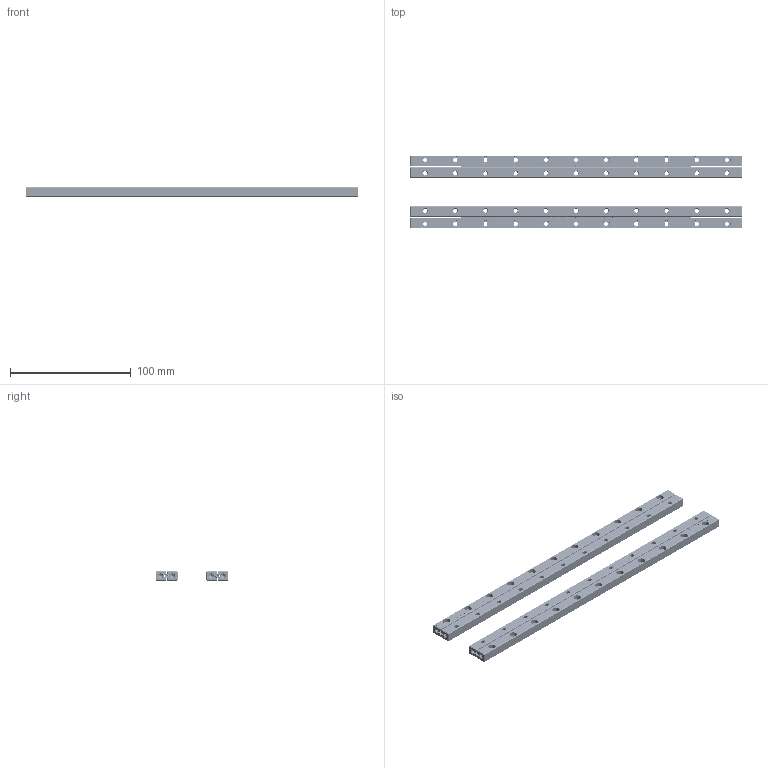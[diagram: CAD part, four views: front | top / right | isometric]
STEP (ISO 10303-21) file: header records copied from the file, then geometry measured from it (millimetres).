
FILE_DESCRIPTION(/* description */ (''),/* implementation_level */ '2;1');
FILE_NAME(/* name */ 'Set RSDE-3275x54KRE-ACC_stp_stp.stp',/* time_stamp */ '2025-05-27T14:14:05+02:00',/* author */ (''),/* organization */ (''),/* preprocessor_version */ 'ST-DEVELOPER v16.7',/* originating_system */ 'SIEMENS PLM Software NX 12.0',/* authorisation */ '');
FILE_SCHEMA (('AUTOMOTIVE_DESIGN { 1 0 10303 214 3 1 1 1 }'));
Products named in the file (1): Set RSDE-3275x54KRE-ACC_stp_stp
Bounding box: 275 x 60 x 8 mm (x, y, z)
Volume: 67110.6 mm3; surface area: 57004.3 mm2
Topology: 132 solids, 132 shells, 8724 faces, 24710 edges, 16270 vertices
Faces by surface type: plane 4724, cylinder 2352, torus 1096, bspline 360, cone 120, extrusion 72
Full cylindrical faces by diameter (mm): 0.45 x464, 1 x8, 2 x108, 2.6 x8, 3 x108, 3.2 x8, 3.3 x44, 6 x44
Entity records: 291533 total; most frequent: CARTESIAN_POINT 59596, ORIENTED_EDGE 46144, DIRECTION 45422, EDGE_CURVE 23072, VERTEX_POINT 15764, AXIS2_PLACEMENT_3D 15329, VECTOR 14764, LINE 14692
